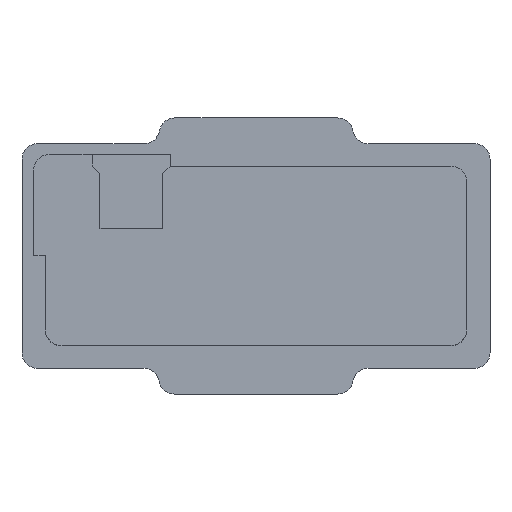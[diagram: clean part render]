
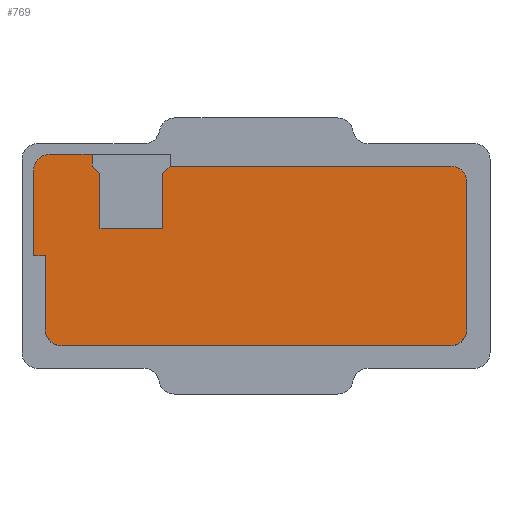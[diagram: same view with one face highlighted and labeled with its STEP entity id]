
A CAD part, top view. The second image highlights one B-rep face of the part: STEP entity #769.
In plain terms, the highlighted planar face has unit normal (0, 0, 1).
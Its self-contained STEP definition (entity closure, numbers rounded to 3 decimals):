
#16=PLANE('',#827);
#43=FACE_OUTER_BOUND('',#85,.T.);
#85=EDGE_LOOP('',(#524,#525,#526,#527,#528,#529,#530,#531,#532,#533,#534,
#535,#536,#537,#538,#539,#540));
#129=LINE('',#1144,#213);
#130=LINE('',#1146,#214);
#131=LINE('',#1148,#215);
#132=LINE('',#1152,#216);
#133=LINE('',#1156,#217);
#134=LINE('',#1160,#218);
#135=LINE('',#1162,#219);
#136=LINE('',#1164,#220);
#137=LINE('',#1166,#221);
#138=LINE('',#1168,#222);
#139=LINE('',#1170,#223);
#140=LINE('',#1172,#224);
#141=LINE('',#1173,#225);
#213=VECTOR('',#910,10.);
#214=VECTOR('',#911,10.);
#215=VECTOR('',#912,10.);
#216=VECTOR('',#915,10.);
#217=VECTOR('',#918,10.);
#218=VECTOR('',#921,10.);
#219=VECTOR('',#922,10.);
#220=VECTOR('',#923,10.);
#221=VECTOR('',#924,10.);
#222=VECTOR('',#925,10.);
#223=VECTOR('',#926,10.);
#224=VECTOR('',#927,10.);
#225=VECTOR('',#928,10.);
#295=CIRCLE('',#825,2.);
#297=CIRCLE('',#828,2.);
#298=CIRCLE('',#829,2.);
#299=CIRCLE('',#830,2.);
#327=VERTEX_POINT('',#1134);
#328=VERTEX_POINT('',#1135);
#331=VERTEX_POINT('',#1143);
#332=VERTEX_POINT('',#1145);
#333=VERTEX_POINT('',#1147);
#334=VERTEX_POINT('',#1149);
#335=VERTEX_POINT('',#1151);
#336=VERTEX_POINT('',#1153);
#337=VERTEX_POINT('',#1155);
#338=VERTEX_POINT('',#1157);
#339=VERTEX_POINT('',#1159);
#340=VERTEX_POINT('',#1161);
#341=VERTEX_POINT('',#1163);
#342=VERTEX_POINT('',#1165);
#343=VERTEX_POINT('',#1167);
#344=VERTEX_POINT('',#1169);
#345=VERTEX_POINT('',#1171);
#404=EDGE_CURVE('',#327,#328,#295,.T.);
#408=EDGE_CURVE('',#327,#331,#129,.T.);
#409=EDGE_CURVE('',#331,#332,#130,.T.);
#410=EDGE_CURVE('',#332,#333,#131,.T.);
#411=EDGE_CURVE('',#334,#333,#297,.T.);
#412=EDGE_CURVE('',#334,#335,#132,.T.);
#413=EDGE_CURVE('',#336,#335,#298,.T.);
#414=EDGE_CURVE('',#336,#337,#133,.T.);
#415=EDGE_CURVE('',#338,#337,#299,.T.);
#416=EDGE_CURVE('',#338,#339,#134,.T.);
#417=EDGE_CURVE('',#339,#340,#135,.T.);
#418=EDGE_CURVE('',#341,#340,#136,.T.);
#419=EDGE_CURVE('',#342,#341,#137,.T.);
#420=EDGE_CURVE('',#343,#342,#138,.T.);
#421=EDGE_CURVE('',#343,#344,#139,.T.);
#422=EDGE_CURVE('',#345,#344,#140,.T.);
#423=EDGE_CURVE('',#345,#328,#141,.T.);
#524=ORIENTED_EDGE('',*,*,#404,.F.);
#525=ORIENTED_EDGE('',*,*,#408,.T.);
#526=ORIENTED_EDGE('',*,*,#409,.T.);
#527=ORIENTED_EDGE('',*,*,#410,.T.);
#528=ORIENTED_EDGE('',*,*,#411,.F.);
#529=ORIENTED_EDGE('',*,*,#412,.T.);
#530=ORIENTED_EDGE('',*,*,#413,.F.);
#531=ORIENTED_EDGE('',*,*,#414,.T.);
#532=ORIENTED_EDGE('',*,*,#415,.F.);
#533=ORIENTED_EDGE('',*,*,#416,.T.);
#534=ORIENTED_EDGE('',*,*,#417,.T.);
#535=ORIENTED_EDGE('',*,*,#418,.F.);
#536=ORIENTED_EDGE('',*,*,#419,.F.);
#537=ORIENTED_EDGE('',*,*,#420,.F.);
#538=ORIENTED_EDGE('',*,*,#421,.T.);
#539=ORIENTED_EDGE('',*,*,#422,.F.);
#540=ORIENTED_EDGE('',*,*,#423,.T.);
#769=ADVANCED_FACE('',(#43),#16,.T.);
#825=AXIS2_PLACEMENT_3D('',#1136,#902,#903);
#827=AXIS2_PLACEMENT_3D('',#1142,#908,#909);
#828=AXIS2_PLACEMENT_3D('',#1150,#913,#914);
#829=AXIS2_PLACEMENT_3D('',#1154,#916,#917);
#830=AXIS2_PLACEMENT_3D('',#1158,#919,#920);
#902=DIRECTION('center_axis',(0.,0.,-1.));
#903=DIRECTION('ref_axis',(-0.707,0.707,0.));
#908=DIRECTION('center_axis',(0.,0.,1.));
#909=DIRECTION('ref_axis',(1.,0.,0.));
#910=DIRECTION('',(0.,-1.,0.));
#911=DIRECTION('',(1.,0.,0.));
#912=DIRECTION('',(0.,-1.,0.));
#913=DIRECTION('center_axis',(0.,0.,-1.));
#914=DIRECTION('ref_axis',(-0.707,-0.707,0.));
#915=DIRECTION('',(1.,0.,0.));
#916=DIRECTION('center_axis',(0.,0.,-1.));
#917=DIRECTION('ref_axis',(0.707,-0.707,0.));
#918=DIRECTION('',(0.,1.,0.));
#919=DIRECTION('center_axis',(0.,0.,-1.));
#920=DIRECTION('ref_axis',(0.707,0.707,0.));
#921=DIRECTION('',(-1.,0.,0.));
#922=DIRECTION('',(-0.707,-0.707,0.));
#923=DIRECTION('',(0.,1.,0.));
#924=DIRECTION('',(1.,0.,0.));
#925=DIRECTION('',(0.,-1.,0.));
#926=DIRECTION('',(-0.707,0.707,0.));
#927=DIRECTION('',(0.,-1.,0.));
#928=DIRECTION('',(-1.,0.,0.));
#1134=CARTESIAN_POINT('',(-48.5,14.9,14.));
#1135=CARTESIAN_POINT('',(-46.5,16.9,14.));
#1136=CARTESIAN_POINT('Origin',(-46.5,14.9,14.));
#1142=CARTESIAN_POINT('Origin',(-20.75,4.65,14.));
#1143=CARTESIAN_POINT('',(-48.5,3.9,14.));
#1144=CARTESIAN_POINT('',(-48.5,16.9,14.));
#1145=CARTESIAN_POINT('',(-47.,3.9,14.));
#1146=CARTESIAN_POINT('',(-50.,3.9,14.));
#1147=CARTESIAN_POINT('',(-47.,-5.6,14.));
#1148=CARTESIAN_POINT('',(-47.,-7.6,14.));
#1149=CARTESIAN_POINT('',(-45.,-7.6,14.));
#1150=CARTESIAN_POINT('Origin',(-45.,-5.6,14.));
#1151=CARTESIAN_POINT('',(5.,-7.6,14.));
#1152=CARTESIAN_POINT('',(7.,-7.6,14.));
#1153=CARTESIAN_POINT('',(7.,-5.6,14.));
#1154=CARTESIAN_POINT('Origin',(5.,-5.6,14.));
#1155=CARTESIAN_POINT('',(7.,13.4,14.));
#1156=CARTESIAN_POINT('',(7.,15.4,14.));
#1157=CARTESIAN_POINT('',(5.,15.4,14.));
#1158=CARTESIAN_POINT('Origin',(5.,13.4,14.));
#1159=CARTESIAN_POINT('',(-31.,15.4,14.));
#1160=CARTESIAN_POINT('',(-47.,15.4,14.));
#1161=CARTESIAN_POINT('',(-32.,14.4,14.));
#1162=CARTESIAN_POINT('',(-31.375,15.025,14.));
#1163=CARTESIAN_POINT('',(-32.,7.4,14.));
#1164=CARTESIAN_POINT('',(-32.,6.025,14.));
#1165=CARTESIAN_POINT('',(-40.,7.4,14.));
#1166=CARTESIAN_POINT('',(-30.375,7.4,14.));
#1167=CARTESIAN_POINT('',(-40.,14.4,14.));
#1168=CARTESIAN_POINT('',(-40.,10.025,14.));
#1169=CARTESIAN_POINT('',(-41.,15.4,14.));
#1170=CARTESIAN_POINT('',(-33.,7.4,14.));
#1171=CARTESIAN_POINT('',(-41.,16.9,14.));
#1172=CARTESIAN_POINT('',(-41.,10.775,14.));
#1173=CARTESIAN_POINT('',(-31.,16.9,14.));
